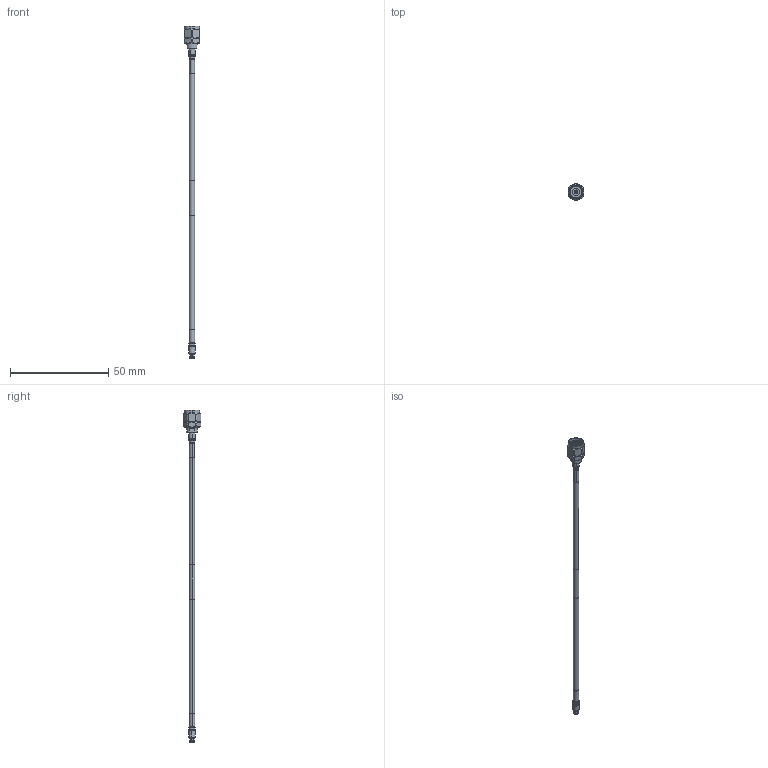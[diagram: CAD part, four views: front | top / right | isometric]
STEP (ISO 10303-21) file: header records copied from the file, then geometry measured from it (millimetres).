
FILE_DESCRIPTION (( 'STEP AP214' ), '1' );
FILE_NAME ('FMCA100359_3D.step', '2025-11-11T18:12:37', ( '' ), ( '' ), 'SwSTEP 2.0', 'SolidWorks 2025', '' );
FILE_SCHEMA (( 'AUTOMOTIVE_DESIGN' ));
Length unit declared in the file: inch
Products named in the file (6): FMCA100359_3D; PE45413; PE44974; Copy of HEAT SHRINK 2^FMCA100359; PE-SR405FLJ_WITH LABEL; Copy of HEAT SHRINK^FMCA100359
Assembly tree (5 placements, depth 2):
  FMCA100359_3D
    PE-SR405FLJ_WITH LABEL
    PE45413
    PE44974
    Copy of HEAT SHRINK 2^FMCA100359
    Copy of HEAT SHRINK^FMCA100359
Bounding box: 7.92 x 8.88 x 169.29 mm (x, y, z)
Volume: 1263.8 mm3; surface area: 2555.6 mm2
Topology: 7 solids, 7 shells, 296 faces, 731 edges, 465 vertices
Faces by surface type: cylinder 121, plane 87, cone 61, torus 18, bspline 9
Entity records: 11643 total; most frequent: CARTESIAN_POINT 4441, DIRECTION 1490, ORIENTED_EDGE 1462, EDGE_CURVE 731, AXIS2_PLACEMENT_3D 612, VERTEX_POINT 465, EDGE_LOOP 332, CIRCLE 317
